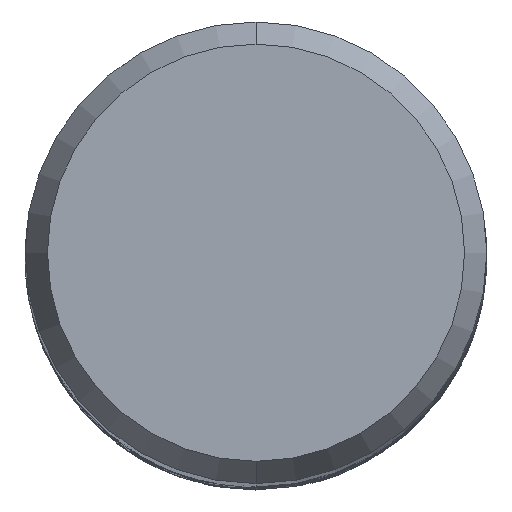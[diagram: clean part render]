
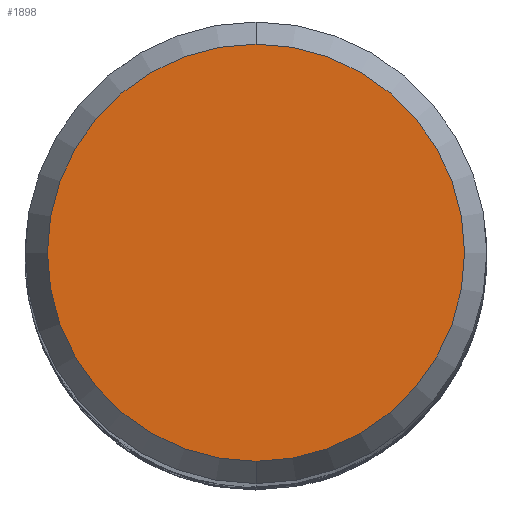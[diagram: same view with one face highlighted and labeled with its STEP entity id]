
A CAD part, top view. The second image highlights one B-rep face of the part: STEP entity #1898.
In plain terms, the highlighted planar face has unit normal (0, 0, 1).
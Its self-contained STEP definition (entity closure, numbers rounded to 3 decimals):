
#1720=EDGE_CURVE('',#1826,#2196,#3329,.T.);
#1826=VERTEX_POINT('',#3440);
#1898=ADVANCED_FACE('',(#3517),#3518,.T.);
#2178=EDGE_CURVE('',#2196,#1826,#3820,.T.);
#2196=VERTEX_POINT('',#3841);
#3329=CIRCLE('',#16435,5.423);
#3440=CARTESIAN_POINT('',(0.,-5.423,0.0));
#3517=FACE_OUTER_BOUND('',#18406,.T.);
#3518=PLANE('',#18407);
#3820=CIRCLE('',#21061,5.423);
#3841=CARTESIAN_POINT('',(0.0,5.423,0.0));
#16435=AXIS2_PLACEMENT_3D('',#24610,#24611,#24612);
#18406=EDGE_LOOP('',(#24768,#24769));
#18407=AXIS2_PLACEMENT_3D('',#24770,#24771,#24772);
#21061=AXIS2_PLACEMENT_3D('',#25061,#25062,#25063);
#24610=CARTESIAN_POINT('',(0.0,0.0,0.0));
#24611=DIRECTION('',(0.0,0.0,-1.0));
#24612=DIRECTION('',(0.0,1.0,0.0));
#24768=ORIENTED_EDGE('',*,*,#2178,.F.);
#24769=ORIENTED_EDGE('',*,*,#1720,.F.);
#24770=CARTESIAN_POINT('',(0.0,2.711,0.0));
#24771=DIRECTION('',(-0.0,0.0,1.0));
#24772=DIRECTION('',(0.0,-1.0,0.0));
#25061=CARTESIAN_POINT('',(0.0,0.0,0.0));
#25062=DIRECTION('',(0.0,0.0,-1.0));
#25063=DIRECTION('',(0.0,1.0,0.0));
